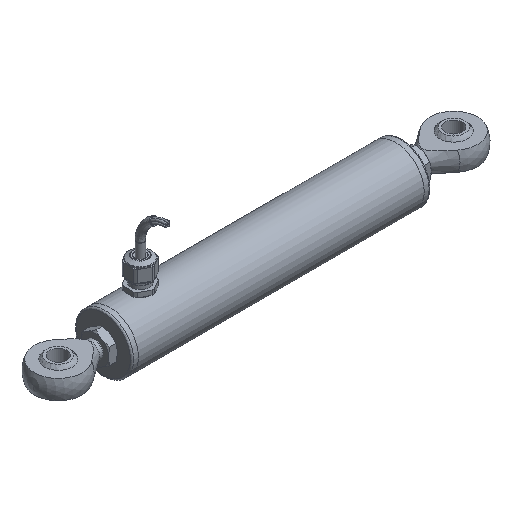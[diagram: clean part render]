
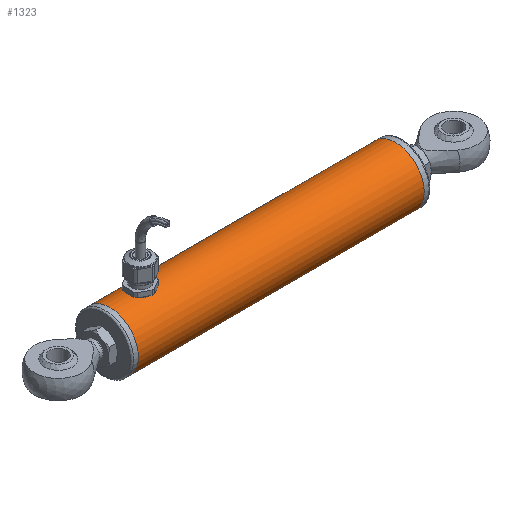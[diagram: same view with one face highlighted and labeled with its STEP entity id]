
A CAD part, isometric view. The second image highlights one B-rep face of the part: STEP entity #1323.
In plain terms, the highlighted cylindrical face has radius 13.335 mm (diameter 26.67 mm), a full revolution.
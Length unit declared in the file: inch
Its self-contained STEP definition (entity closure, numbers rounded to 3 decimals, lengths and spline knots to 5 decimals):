
#59 = CARTESIAN_POINT ( 'NONE',  ( -2.09853, 0.04312, 0.52329 ) ) ;
#92 = CARTESIAN_POINT ( 'NONE',  ( -1.95389, 0.13298, 0.50788 ) ) ;
#124 = CARTESIAN_POINT ( 'NONE',  ( -1.83851, 0.0176, 0.52478 ) ) ;
#160 = CARTESIAN_POINT ( 'NONE',  ( -1.92815, -0.12695, 0.50943 ) ) ;
#342 = CARTESIAN_POINT ( 'NONE',  ( -2.05328, 0.10633, 0.51414 ) ) ;
#499 = EDGE_CURVE ( 'NONE', #1896, #1896, #2814, .T. ) ;
#576 = CARTESIAN_POINT ( 'NONE',  ( -2.10107, 0.03475, 0.52392 ) ) ;
#615 = CARTESIAN_POINT ( 'NONE',  ( -1.84197, 0.03489, 0.52391 ) ) ;
#623 = EDGE_LOOP ( 'NONE', ( #5214 ) ) ;
#647 = CARTESIAN_POINT ( 'NONE',  ( -1.90436, 0.11613, 0.51202 ) ) ;
#680 = CARTESIAN_POINT ( 'NONE',  ( -1.883, -0.10081, 0.51527 ) ) ;
#717 = CARTESIAN_POINT ( 'NONE',  ( -2.10449, 0.01756, 0.52478 ) ) ;
#874 = CARTESIAN_POINT ( 'NONE',  ( -2.03099, 0.12023, 0.51106 ) ) ;
#1101 = CARTESIAN_POINT ( 'NONE',  ( -1.90417, -0.11602, 0.51204 ) ) ;
#1138 = CARTESIAN_POINT ( 'NONE',  ( -1.83763, -0.00865, 0.525 ) ) ;
#1172 = AXIS2_PLACEMENT_3D ( 'NONE', #2959, #5601, #2371 ) ;
#1181 = CARTESIAN_POINT ( 'NONE',  ( -1.93649, -0.1295, 0.50878 ) ) ;
#1214 = CARTESIAN_POINT ( 'NONE',  ( -1.83851, -0.01756, 0.52478 ) ) ;
#1247 = CARTESIAN_POINT ( 'NONE',  ( -2.10103, -0.03489, 0.52391 ) ) ;
#1322 = VERTEX_POINT ( 'NONE', #2904 ) ;
#1323 = ADVANCED_FACE ( 'NONE', ( #4340, #6503, #4257 ), #6008, .T. ) ;
#1372 = CARTESIAN_POINT ( 'NONE',  ( -2.0065, 0.1295, 0.50878 ) ) ;
#1477 = AXIS2_PLACEMENT_3D ( 'NONE', #3804, #5231, #2529 ) ;
#1575 = AXIS2_PLACEMENT_3D ( 'NONE', #5396, #5863, #6898 ) ;
#1703 = CARTESIAN_POINT ( 'NONE',  ( -1.85539, 0.06718, 0.52074 ) ) ;
#1746 = CARTESIAN_POINT ( 'NONE',  ( -1.85125, 0.05945, 0.52169 ) ) ;
#1785 = EDGE_LOOP ( 'NONE', ( #5369 ) ) ;
#1896 = VERTEX_POINT ( 'NONE', #5558 ) ;
#2208 = CARTESIAN_POINT ( 'NONE',  ( -2.08843, 0.0675, 0.5209 ) ) ;
#2240 = CARTESIAN_POINT ( 'NONE',  ( -1.87071, 0.08851, 0.51752 ) ) ;
#2276 = CARTESIAN_POINT ( 'NONE',  ( -2.00625, -0.12956, 0.50876 ) ) ;
#2314 = CARTESIAN_POINT ( 'NONE',  ( -1.9891, -0.13298, 0.50788 ) ) ;
#2371 = DIRECTION ( 'NONE',  ( 0., 0., 1. ) ) ;
#2529 = DIRECTION ( 'NONE',  ( 0., 0., 1. ) ) ;
#2620 = EDGE_LOOP ( 'NONE', ( #5124 ) ) ;
#2721 = CARTESIAN_POINT ( 'NONE',  ( -1.98038, -0.13386, 0.50765 ) ) ;
#2792 = CARTESIAN_POINT ( 'NONE',  ( -2.09844, -0.04337, 0.52327 ) ) ;
#2814 = CIRCLE ( 'NONE', #1575, 0.525 ) ;
#2824 = CARTESIAN_POINT ( 'NONE',  ( -1.85457, -0.06749, 0.5209 ) ) ;
#2904 = CARTESIAN_POINT ( 'NONE',  ( -2.5315, 0., 0.525 ) ) ;
#2919 = EDGE_CURVE ( 'NONE', #6476, #6476, #3706, .T. ) ;
#2959 = CARTESIAN_POINT ( 'NONE',  ( -2.5315, 0., 0. ) ) ;
#2986 = CARTESIAN_POINT ( 'NONE',  ( -1.9715, 0.13386, 0.50765 ) ) ;
#3065 = CIRCLE ( 'NONE', #1172, 0.525 ) ;
#3238 = CARTESIAN_POINT ( 'NONE',  ( -2.07229, -0.08851, 0.51752 ) ) ;
#3274 = CARTESIAN_POINT ( 'NONE',  ( -1.92822, 0.12697, 0.50943 ) ) ;
#3314 = CARTESIAN_POINT ( 'NONE',  ( -2.01477, -0.12697, 0.50943 ) ) ;
#3350 = CARTESIAN_POINT ( 'NONE',  ( -1.84193, -0.03475, 0.52392 ) ) ;
#3383 = CARTESIAN_POINT ( 'NONE',  ( -2.10449, -0.0176, 0.52478 ) ) ;
#3706 = B_SPLINE_CURVE_WITH_KNOTS ( 'NONE', 3,
 ( #4909, #4303, #92, #6470, #3274, #5535, #647, #5970, #5431, #2240, #3776, #1703, #1746, #4375, #615, #124, #5937, #1138, #1214, #3350, #5499, #2824, #6011, #680, #4975, #1101, #6538, #160, #1181, #3846, #3918, #2721, #2314, #2276, #3314, #4450, #4410, #4874, #6613, #3238, #5467, #4937, #6080, #2792, #1247, #3383, #5392, #4833, #717, #576, #59, #2208, #4342, #6505, #342, #5698, #874, #5808, #1372, #6243, #6206, #2986 ),
 .UNSPECIFIED., .T., .F.,
 ( 4, 2, 2, 2, 2, 2, 2, 2, 2, 2, 2, 2, 2, 2, 2, 2, 2, 2, 2, 2, 2, 2, 2, 2, 2, 2, 2, 2, 2, 2, 4 ),
 ( 0., 0.00067, 0.00133, 0.002, 0.00267, 0.00333, 0.004, 0.00467, 0.00534, 0.006, 0.00667, 0.008, 0.00867, 0.00934, 0.01, 0.01067, 0.01134, 0.012, 0.01267, 0.01334, 0.01401, 0.01467, 0.01534, 0.01601, 0.01667, 0.01734, 0.01867, 0.01934, 0.02001, 0.02067, 0.02134 ),
 .UNSPECIFIED. ) ;
#3776 = CARTESIAN_POINT ( 'NONE',  ( -1.86518, 0.0818, 0.51864 ) ) ;
#3804 = CARTESIAN_POINT ( 'NONE',  ( 2.7185, 0., 0. ) ) ;
#3846 = CARTESIAN_POINT ( 'NONE',  ( -1.95372, -0.13296, 0.50789 ) ) ;
#3918 = CARTESIAN_POINT ( 'NONE',  ( -1.96261, -0.13386, 0.50765 ) ) ;
#4257 = FACE_BOUND ( 'NONE', #623, .T. ) ;
#4303 = CARTESIAN_POINT ( 'NONE',  ( -1.96262, 0.13386, 0.50765 ) ) ;
#4340 = FACE_OUTER_BOUND ( 'NONE', #1785, .T. ) ;
#4342 = CARTESIAN_POINT ( 'NONE',  ( -2.07858, 0.08221, 0.51868 ) ) ;
#4375 = CARTESIAN_POINT ( 'NONE',  ( -1.84456, 0.04337, 0.52327 ) ) ;
#4410 = CARTESIAN_POINT ( 'NONE',  ( -2.03864, -0.11613, 0.51202 ) ) ;
#4450 = CARTESIAN_POINT ( 'NONE',  ( -2.03096, -0.12025, 0.51106 ) ) ;
#4833 = CARTESIAN_POINT ( 'NONE',  ( -2.10537, 0.00865, 0.525 ) ) ;
#4874 = CARTESIAN_POINT ( 'NONE',  ( -2.05316, -0.10643, 0.51412 ) ) ;
#4909 = CARTESIAN_POINT ( 'NONE',  ( -1.9715, 0.13386, 0.50765 ) ) ;
#4937 = CARTESIAN_POINT ( 'NONE',  ( -2.08761, -0.06719, 0.52074 ) ) ;
#4975 = CARTESIAN_POINT ( 'NONE',  ( -1.88971, -0.10632, 0.51414 ) ) ;
#5124 = ORIENTED_EDGE ( 'NONE', *, *, #5236, .T. ) ;
#5214 = ORIENTED_EDGE ( 'NONE', *, *, #2919, .T. ) ;
#5231 = DIRECTION ( 'NONE',  ( -1., 0., 0. ) ) ;
#5236 = EDGE_CURVE ( 'NONE', #1322, #1322, #3065, .T. ) ;
#5368 = CARTESIAN_POINT ( 'NONE',  ( -1.9715, 0.13386, 0.50765 ) ) ;
#5369 = ORIENTED_EDGE ( 'NONE', *, *, #499, .T. ) ;
#5392 = CARTESIAN_POINT ( 'NONE',  ( -2.10535, -0.00889, 0.525 ) ) ;
#5396 = CARTESIAN_POINT ( 'NONE',  ( 2.7185, 0., 0. ) ) ;
#5431 = CARTESIAN_POINT ( 'NONE',  ( -1.883, 0.1008, 0.51527 ) ) ;
#5467 = CARTESIAN_POINT ( 'NONE',  ( -2.07782, -0.0818, 0.51864 ) ) ;
#5499 = CARTESIAN_POINT ( 'NONE',  ( -1.84447, -0.04311, 0.52329 ) ) ;
#5535 = CARTESIAN_POINT ( 'NONE',  ( -1.91203, 0.12024, 0.51106 ) ) ;
#5558 = CARTESIAN_POINT ( 'NONE',  ( 2.7185, 0., 0.525 ) ) ;
#5601 = DIRECTION ( 'NONE',  ( 1., 0., 0. ) ) ;
#5698 = CARTESIAN_POINT ( 'NONE',  ( -2.03883, 0.11602, 0.51204 ) ) ;
#5808 = CARTESIAN_POINT ( 'NONE',  ( -2.01485, 0.12695, 0.50943 ) ) ;
#5863 = DIRECTION ( 'NONE',  ( -1., 0., 0. ) ) ;
#5937 = CARTESIAN_POINT ( 'NONE',  ( -1.83765, 0.00889, 0.525 ) ) ;
#5970 = CARTESIAN_POINT ( 'NONE',  ( -1.88984, 0.10642, 0.51412 ) ) ;
#6008 = CYLINDRICAL_SURFACE ( 'NONE', #1477, 0.525 ) ;
#6011 = CARTESIAN_POINT ( 'NONE',  ( -1.86442, -0.08221, 0.51868 ) ) ;
#6080 = CARTESIAN_POINT ( 'NONE',  ( -2.09175, -0.05945, 0.52169 ) ) ;
#6206 = CARTESIAN_POINT ( 'NONE',  ( -1.98038, 0.13386, 0.50765 ) ) ;
#6243 = CARTESIAN_POINT ( 'NONE',  ( -1.98927, 0.13296, 0.50789 ) ) ;
#6470 = CARTESIAN_POINT ( 'NONE',  ( -1.93674, 0.12956, 0.50877 ) ) ;
#6476 = VERTEX_POINT ( 'NONE', #5368 ) ;
#6503 = FACE_OUTER_BOUND ( 'NONE', #2620, .T. ) ;
#6505 = CARTESIAN_POINT ( 'NONE',  ( -2.06, 0.10081, 0.51527 ) ) ;
#6538 = CARTESIAN_POINT ( 'NONE',  ( -1.912, -0.12023, 0.51106 ) ) ;
#6613 = CARTESIAN_POINT ( 'NONE',  ( -2.06, -0.1008, 0.51527 ) ) ;
#6898 = DIRECTION ( 'NONE',  ( 0., 0., 1. ) ) ;
